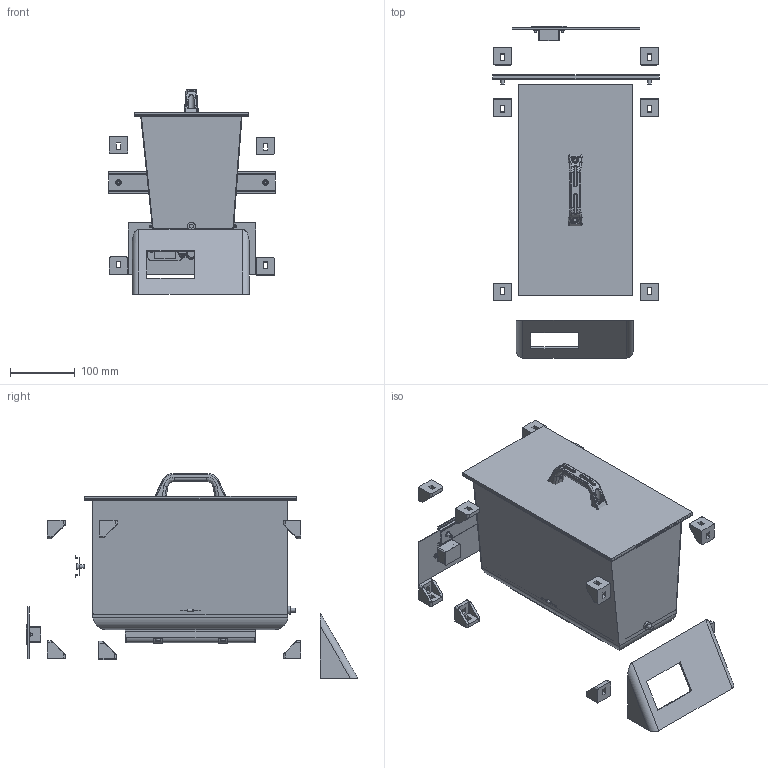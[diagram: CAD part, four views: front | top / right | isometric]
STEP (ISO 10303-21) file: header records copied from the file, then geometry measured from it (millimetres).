
FILE_DESCRIPTION(('FreeCAD Model'),'2;1');
FILE_NAME('Open CASCADE Shape Model','2026-01-07T00:44:05',(''),(''), 'Open CASCADE STEP processor 7.9','FreeCAD','Unknown');
FILE_SCHEMA(('AUTOMOTIVE_DESIGN { 1 0 10303 214 1 1 1 1 }'));
Length unit declared in the file: millimetre
Products named in the file (56): Part014; back wall asm; back wall plate; 866-2640 iec socket; M3x10-Screw; M3x10-Screw001; M3-Nut; M3-Nut001; front frame; Frame_Sketch029_Edge1; Frame_Sketch029_Edge2; container asm; container; gasket; lid-asm; handle; lid; temperature sensor; 797-6030 temperature fuse; heater asm; 16mm heatsink; 16mm heater; clamp; M4-Washer; M4-Washer001; M4-Washer002; M4-Washer003; M4x6-Screw; M4x6-Screw004; M4x6-Screw005; M4x6-Screw003; right frame; Frame_Sketch009_Edge1; Frame_Sketch009_Edge2; Frame_Sketch009_Edge3; Frame_Sketch009_Edge4; Frame_Sketch009_Edge5; 236-7194 90deg 3030 90deg m6; left frame; Frame_Sketch036_Edge1 ...
Assembly tree (67 placements, depth 4):
  Part014
    back wall asm
      back wall plate
      866-2640 iec socket
      M3x10-Screw
      M3x10-Screw001
      M3-Nut
      M3-Nut001
    front frame
      Frame_Sketch029_Edge1
      Frame_Sketch029_Edge2
    container asm
      container
      gasket
      lid-asm
        handle
        lid
      temperature sensor
      797-6030 temperature fuse  x2
      heater asm
        16mm heatsink
        16mm heater
        clamp  x2
        M4-Washer
        M4-Washer001
        M4-Washer002
        M4-Washer003
        M4x6-Screw
        M4x6-Screw004
        M4x6-Screw005
        M4x6-Screw003
    right frame
      Frame_Sketch009_Edge1
      Frame_Sketch009_Edge2
      Frame_Sketch009_Edge3
      Frame_Sketch009_Edge4
      Frame_Sketch009_Edge5
      236-7194 90deg 3030 90deg m6  x6
    left frame
      Frame_Sketch036_Edge1
      Frame_Sketch036_Edge2
      Frame_Sketch036_Edge3
      Frame_Sketch036_Edge4
      Frame_Sketch036_Edge5
      connectors
        236-7194 90deg 3030 90deg m012  x6
    din rail asm
      din rail
      M5x8-Screw
      M5x8-Screw001
    hmi asm
      case
    709-4833 heating pad
    back frame
      Frame_Sketch068_Edge1
      Frame_Sketch068_Edge2
Bounding box: 256 x 510.73 x 315 mm (x, y, z)
Volume: 981647.5 mm3; surface area: 825607.1 mm2
Topology: 42 solids, 42 shells, 940 faces, 2279 edges, 1446 vertices
Faces by surface type: plane 546, cylinder 268, cone 66, torus 40, bspline 20
Full cylindrical faces by diameter (mm): 1.2 x4, 2.459 x2, 3 x2, 3.3 x6, 3.4 x2, 4 x6, 4.3 x4, 4.5 x8, 5 x2, 5.5 x2, 6 x4, 6.4 x1, 7 x4, 8.5 x2, 9 x4, 12 x1, 16 x1
Entity records: 21087 total; most frequent: CARTESIAN_POINT 4281, DIRECTION 3560, ORIENTED_EDGE 3040, EDGE_CURVE 1520, AXIS2_PLACEMENT_3D 1379, VERTEX_POINT 948, LINE 802, VECTOR 802
